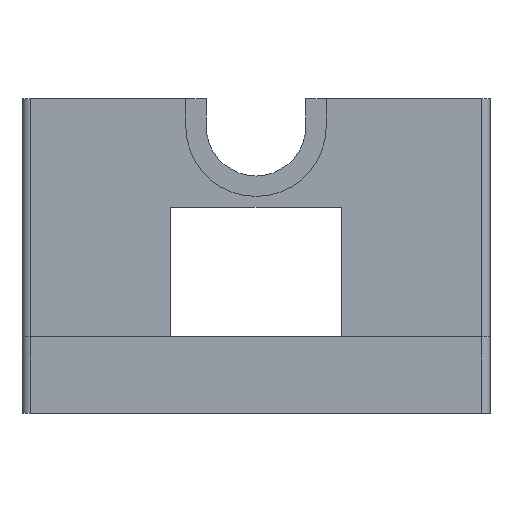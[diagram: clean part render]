
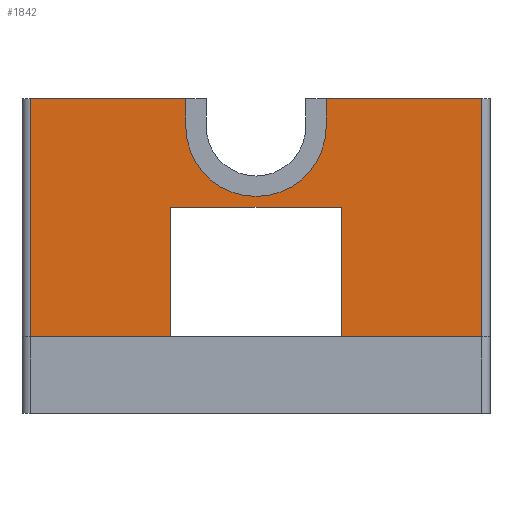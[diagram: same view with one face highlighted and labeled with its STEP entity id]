
A CAD part, front view. The second image highlights one B-rep face of the part: STEP entity #1842.
In plain terms, the highlighted planar face has unit normal (0, -1, 0).
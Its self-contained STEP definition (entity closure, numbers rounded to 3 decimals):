
#63=CIRCLE('',#2009,8.25);
#213=FACE_OUTER_BOUND('',#335,.T.);
#335=EDGE_LOOP('',(#1534,#1535,#1536,#1537,#1538,#1539,#1540,#1541,#1542,
#1543,#1544,#1545,#1546));
#453=LINE('',#2794,#643);
#456=LINE('',#2807,#646);
#509=LINE('',#2961,#699);
#510=LINE('',#2964,#700);
#513=LINE('',#2972,#703);
#514=LINE('',#2975,#704);
#515=LINE('',#2977,#705);
#516=LINE('',#2981,#706);
#517=LINE('',#2982,#707);
#518=LINE('',#2984,#708);
#519=LINE('',#2986,#709);
#520=LINE('',#2987,#710);
#643=VECTOR('',#2235,10.);
#646=VECTOR('',#2246,10.);
#699=VECTOR('',#2409,10.);
#700=VECTOR('',#2412,10.);
#703=VECTOR('',#2423,10.);
#704=VECTOR('',#2426,10.);
#705=VECTOR('',#2427,10.);
#706=VECTOR('',#2430,10.);
#707=VECTOR('',#2431,10.);
#708=VECTOR('',#2432,10.);
#709=VECTOR('',#2433,10.);
#710=VECTOR('',#2434,10.);
#826=VERTEX_POINT('',#2791);
#827=VERTEX_POINT('',#2793);
#832=VERTEX_POINT('',#2804);
#833=VERTEX_POINT('',#2806);
#879=VERTEX_POINT('',#2960);
#880=VERTEX_POINT('',#2962);
#881=VERTEX_POINT('',#2970);
#882=VERTEX_POINT('',#2974);
#883=VERTEX_POINT('',#2976);
#884=VERTEX_POINT('',#2978);
#885=VERTEX_POINT('',#2980);
#886=VERTEX_POINT('',#2983);
#887=VERTEX_POINT('',#2985);
#1025=EDGE_CURVE('',#826,#827,#453,.T.);
#1032=EDGE_CURVE('',#832,#833,#456,.T.);
#1108=EDGE_CURVE('',#879,#832,#509,.T.);
#1110=EDGE_CURVE('',#880,#879,#510,.T.);
#1114=EDGE_CURVE('',#827,#881,#513,.T.);
#1115=EDGE_CURVE('',#882,#880,#514,.T.);
#1116=EDGE_CURVE('',#882,#883,#515,.T.);
#1117=EDGE_CURVE('',#883,#884,#63,.T.);
#1118=EDGE_CURVE('',#884,#885,#516,.T.);
#1119=EDGE_CURVE('',#881,#885,#517,.T.);
#1120=EDGE_CURVE('',#826,#886,#518,.T.);
#1121=EDGE_CURVE('',#886,#887,#519,.T.);
#1122=EDGE_CURVE('',#887,#833,#520,.T.);
#1534=ORIENTED_EDGE('',*,*,#1108,.F.);
#1535=ORIENTED_EDGE('',*,*,#1110,.F.);
#1536=ORIENTED_EDGE('',*,*,#1115,.F.);
#1537=ORIENTED_EDGE('',*,*,#1116,.T.);
#1538=ORIENTED_EDGE('',*,*,#1117,.T.);
#1539=ORIENTED_EDGE('',*,*,#1118,.T.);
#1540=ORIENTED_EDGE('',*,*,#1119,.F.);
#1541=ORIENTED_EDGE('',*,*,#1114,.F.);
#1542=ORIENTED_EDGE('',*,*,#1025,.F.);
#1543=ORIENTED_EDGE('',*,*,#1120,.T.);
#1544=ORIENTED_EDGE('',*,*,#1121,.T.);
#1545=ORIENTED_EDGE('',*,*,#1122,.T.);
#1546=ORIENTED_EDGE('',*,*,#1032,.F.);
#1760=PLANE('',#2008);
#1842=ADVANCED_FACE('',(#213),#1760,.T.);
#2008=AXIS2_PLACEMENT_3D('',#2973,#2424,#2425);
#2009=AXIS2_PLACEMENT_3D('',#2979,#2428,#2429);
#2235=DIRECTION('',(-1.,0.,0.));
#2246=DIRECTION('',(-1.,0.,0.));
#2409=DIRECTION('',(0.,0.,-1.));
#2412=DIRECTION('',(0.,0.,-1.));
#2423=DIRECTION('',(0.,0.,1.));
#2424=DIRECTION('center_axis',(0.,-1.,0.));
#2425=DIRECTION('ref_axis',(1.,0.,0.));
#2426=DIRECTION('',(1.,0.,0.));
#2427=DIRECTION('',(0.,0.,-1.));
#2428=DIRECTION('center_axis',(0.,1.,0.));
#2429=DIRECTION('ref_axis',(-1.,0.,0.));
#2430=DIRECTION('',(0.,0.,1.));
#2431=DIRECTION('',(1.,0.,0.));
#2432=DIRECTION('',(0.,0.,1.));
#2433=DIRECTION('',(1.,0.,0.));
#2434=DIRECTION('',(0.,0.,-1.));
#2791=CARTESIAN_POINT('',(32.5,34.15,9.));
#2793=CARTESIAN_POINT('',(16.,34.15,9.));
#2794=CARTESIAN_POINT('',(26.,34.15,9.));
#2804=CARTESIAN_POINT('',(69.,34.15,9.));
#2806=CARTESIAN_POINT('',(52.5,34.15,9.));
#2807=CARTESIAN_POINT('',(26.,34.15,9.));
#2960=CARTESIAN_POINT('',(69.,34.15,31.));
#2961=CARTESIAN_POINT('',(69.,34.15,4.5));
#2962=CARTESIAN_POINT('',(69.,34.15,37.));
#2964=CARTESIAN_POINT('',(69.,34.15,31.813));
#2970=CARTESIAN_POINT('',(16.,34.15,37.));
#2972=CARTESIAN_POINT('',(16.,34.15,4.5));
#2973=CARTESIAN_POINT('Origin',(9.5,34.15,9.));
#2974=CARTESIAN_POINT('',(50.75,34.15,37.));
#2975=CARTESIAN_POINT('',(9.5,34.15,37.));
#2976=CARTESIAN_POINT('',(50.75,34.15,33.75));
#2977=CARTESIAN_POINT('',(50.75,34.15,23.));
#2978=CARTESIAN_POINT('',(34.25,34.15,33.75));
#2979=CARTESIAN_POINT('Origin',(42.5,34.15,33.75));
#2980=CARTESIAN_POINT('',(34.25,34.15,37.));
#2981=CARTESIAN_POINT('',(34.25,34.15,21.375));
#2982=CARTESIAN_POINT('',(9.5,34.15,37.));
#2983=CARTESIAN_POINT('',(32.5,34.15,24.2));
#2984=CARTESIAN_POINT('',(32.5,34.15,16.6));
#2985=CARTESIAN_POINT('',(52.5,34.15,24.2));
#2986=CARTESIAN_POINT('',(31.,34.15,24.2));
#2987=CARTESIAN_POINT('',(52.5,34.15,9.));
